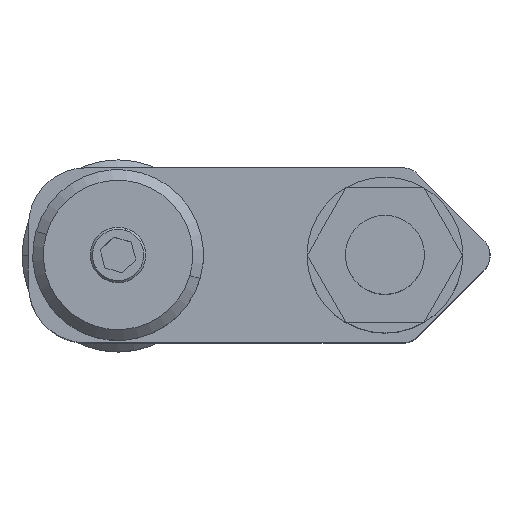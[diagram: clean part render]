
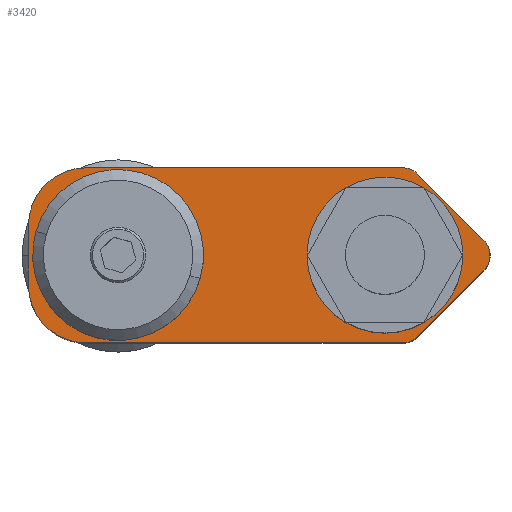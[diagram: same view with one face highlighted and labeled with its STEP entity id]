
A CAD part, top view. The second image highlights one B-rep face of the part: STEP entity #3420.
In plain terms, the highlighted planar face has unit normal (0, 0, 1).
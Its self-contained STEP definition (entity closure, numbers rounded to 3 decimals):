
#26 = DIRECTION ( 'NONE',  ( 0., 0., -1. ) ) ;
#122 = CARTESIAN_POINT ( 'NONE',  ( -13.854, -19.345, 21.73 ) ) ;
#132 = VERTEX_POINT ( 'NONE', #4792 ) ;
#190 = CIRCLE ( 'NONE', #1916, 2. ) ;
#472 = VECTOR ( 'NONE', #10908, 1000. ) ;
#484 = CARTESIAN_POINT ( 'NONE',  ( -10.754, -14.831, 21.73 ) ) ;
#567 = AXIS2_PLACEMENT_3D ( 'NONE', #11483, #5098, #6986 ) ;
#725 = ORIENTED_EDGE ( 'NONE', *, *, #3575, .F. ) ;
#731 = VERTEX_POINT ( 'NONE', #3235 ) ;
#762 = EDGE_CURVE ( 'NONE', #731, #9466, #7979, .T. ) ;
#870 = EDGE_CURVE ( 'NONE', #8283, #9993, #4250, .T. ) ;
#935 = EDGE_LOOP ( 'NONE', ( #7794, #11544 ) ) ;
#1176 = VERTEX_POINT ( 'NONE', #4039 ) ;
#1177 = CARTESIAN_POINT ( 'NONE',  ( -10.754, -16.245, 21.73 ) ) ;
#1273 = ORIENTED_EDGE ( 'NONE', *, *, #762, .F. ) ;
#1372 = LINE ( 'NONE', #1177, #10790 ) ;
#1486 = ORIENTED_EDGE ( 'NONE', *, *, #11477, .F. ) ;
#1660 = CARTESIAN_POINT ( 'NONE',  ( -29.387, -19.638, 21.73 ) ) ;
#1916 = AXIS2_PLACEMENT_3D ( 'NONE', #9051, #5339, #7146 ) ;
#1996 = AXIS2_PLACEMENT_3D ( 'NONE', #10616, #5215, #2557 ) ;
#2358 = DIRECTION ( 'NONE',  ( -1., 0., 0. ) ) ;
#2400 = VECTOR ( 'NONE', #11473, 1000. ) ;
#2421 = CARTESIAN_POINT ( 'NONE',  ( -14.561, -12.438, 21.73 ) ) ;
#2450 = CARTESIAN_POINT ( 'NONE',  ( -19.037, -15.538, 21.73 ) ) ;
#2557 = DIRECTION ( 'NONE',  ( -1., 0., 0. ) ) ;
#2794 = PLANE ( 'NONE',  #10878 ) ;
#2869 = ORIENTED_EDGE ( 'NONE', *, *, #8293, .F. ) ;
#3042 = CARTESIAN_POINT ( 'NONE',  ( -11.461, -15.538, 21.73 ) ) ;
#3092 = FACE_BOUND ( 'NONE', #935, .T. ) ;
#3235 = CARTESIAN_POINT ( 'NONE',  ( -14.561, -19.638, 21.73 ) ) ;
#3292 = CARTESIAN_POINT ( 'NONE',  ( -32.087, -16.938, 21.73 ) ) ;
#3315 = LINE ( 'NONE', #5409, #7610 ) ;
#3325 = CIRCLE ( 'NONE', #567, 3.65 ) ;
#3408 = ORIENTED_EDGE ( 'NONE', *, *, #5066, .F. ) ;
#3420 = ADVANCED_FACE ( 'NONE', ( #11076, #3092, #6232 ), #2794, .F. ) ;
#3431 = AXIS2_PLACEMENT_3D ( 'NONE', #5767, #10418, #8614 ) ;
#3468 = AXIS2_PLACEMENT_3D ( 'NONE', #2421, #9718, #7866 ) ;
#3566 = ORIENTED_EDGE ( 'NONE', *, *, #6097, .F. ) ;
#3575 = EDGE_CURVE ( 'NONE', #1176, #11373, #5833, .T. ) ;
#3616 = EDGE_CURVE ( 'NONE', #4480, #10614, #1372, .T. ) ;
#3834 = CIRCLE ( 'NONE', #3431, 2. ) ;
#3920 = CIRCLE ( 'NONE', #6697, 2.7 ) ;
#3947 = DIRECTION ( 'NONE',  ( 0., 0., -1. ) ) ;
#3975 = DIRECTION ( 'NONE',  ( -1., 0., 0. ) ) ;
#4039 = CARTESIAN_POINT ( 'NONE',  ( -32.087, -14.138, 21.73 ) ) ;
#4080 = CARTESIAN_POINT ( 'NONE',  ( -27.8, -19.638, 21.73 ) ) ;
#4126 = CIRCLE ( 'NONE', #4657, 1. ) ;
#4250 = CIRCLE ( 'NONE', #1996, 3.65 ) ;
#4473 = EDGE_CURVE ( 'NONE', #11464, #11597, #5243, .T. ) ;
#4480 = VERTEX_POINT ( 'NONE', #6041 ) ;
#4657 = AXIS2_PLACEMENT_3D ( 'NONE', #3042, #3947, #10341 ) ;
#4792 = CARTESIAN_POINT ( 'NONE',  ( -25.887, -15.538, 21.73 ) ) ;
#4800 = DIRECTION ( 'NONE',  ( 0., 0., -1. ) ) ;
#4838 = DIRECTION ( 'NONE',  ( -0.707, -0.707, 0. ) ) ;
#4907 = ORIENTED_EDGE ( 'NONE', *, *, #870, .F. ) ;
#4965 = VERTEX_POINT ( 'NONE', #3292 ) ;
#5018 = ORIENTED_EDGE ( 'NONE', *, *, #6321, .F. ) ;
#5066 = EDGE_CURVE ( 'NONE', #9466, #4965, #3920, .T. ) ;
#5098 = DIRECTION ( 'NONE',  ( 0., 0., 1. ) ) ;
#5205 = CARTESIAN_POINT ( 'NONE',  ( -14.561, -11.438, 21.73 ) ) ;
#5215 = DIRECTION ( 'NONE',  ( 0., 0., 1. ) ) ;
#5243 = CIRCLE ( 'NONE', #3468, 1. ) ;
#5299 = CARTESIAN_POINT ( 'NONE',  ( -29.387, -16.938, 21.73 ) ) ;
#5339 = DIRECTION ( 'NONE',  ( 0., 0., 1. ) ) ;
#5409 = CARTESIAN_POINT ( 'NONE',  ( -32.087, -15.538, 21.73 ) ) ;
#5421 = CARTESIAN_POINT ( 'NONE',  ( -13.854, -11.731, 21.73 ) ) ;
#5767 = CARTESIAN_POINT ( 'NONE',  ( -27.887, -15.538, 21.73 ) ) ;
#5800 = ORIENTED_EDGE ( 'NONE', *, *, #10182, .F. ) ;
#5833 = CIRCLE ( 'NONE', #10953, 2.7 ) ;
#6041 = CARTESIAN_POINT ( 'NONE',  ( -10.754, -16.245, 21.73 ) ) ;
#6097 = EDGE_CURVE ( 'NONE', #10614, #731, #9017, .T. ) ;
#6232 = FACE_OUTER_BOUND ( 'NONE', #7367, .T. ) ;
#6321 = EDGE_CURVE ( 'NONE', #9993, #8283, #3325, .T. ) ;
#6549 = EDGE_CURVE ( 'NONE', #4965, #1176, #3315, .T. ) ;
#6697 = AXIS2_PLACEMENT_3D ( 'NONE', #5299, #10666, #8788 ) ;
#6841 = ORIENTED_EDGE ( 'NONE', *, *, #6549, .F. ) ;
#6986 = DIRECTION ( 'NONE',  ( -1., 0., 0. ) ) ;
#7016 = CARTESIAN_POINT ( 'NONE',  ( -27.8, -11.438, 21.73 ) ) ;
#7146 = DIRECTION ( 'NONE',  ( 1., 0., 0. ) ) ;
#7174 = DIRECTION ( 'NONE',  ( 0., 1., 0. ) ) ;
#7206 = DIRECTION ( 'NONE',  ( -1., 0., 0. ) ) ;
#7367 = EDGE_LOOP ( 'NONE', ( #3408, #1273, #3566, #7924, #2869, #5800, #7903, #1486, #725, #6841 ) ) ;
#7610 = VECTOR ( 'NONE', #7174, 1000. ) ;
#7693 = EDGE_LOOP ( 'NONE', ( #5018, #4907 ) ) ;
#7794 = ORIENTED_EDGE ( 'NONE', *, *, #8164, .F. ) ;
#7823 = VECTOR ( 'NONE', #2358, 1000. ) ;
#7866 = DIRECTION ( 'NONE',  ( -1., 0., 0. ) ) ;
#7903 = ORIENTED_EDGE ( 'NONE', *, *, #4473, .F. ) ;
#7924 = ORIENTED_EDGE ( 'NONE', *, *, #3616, .F. ) ;
#7979 = LINE ( 'NONE', #4080, #7823 ) ;
#8164 = EDGE_CURVE ( 'NONE', #132, #10677, #3834, .T. ) ;
#8238 = CARTESIAN_POINT ( 'NONE',  ( -29.887, -15.538, 21.73 ) ) ;
#8283 = VERTEX_POINT ( 'NONE', #10485 ) ;
#8293 = EDGE_CURVE ( 'NONE', #10497, #4480, #4126, .T. ) ;
#8373 = CARTESIAN_POINT ( 'NONE',  ( -29.387, -14.138, 21.73 ) ) ;
#8614 = DIRECTION ( 'NONE',  ( 1., 0., 0. ) ) ;
#8710 = AXIS2_PLACEMENT_3D ( 'NONE', #9402, #9443, #3975 ) ;
#8788 = DIRECTION ( 'NONE',  ( -1., 0., 0. ) ) ;
#9017 = CIRCLE ( 'NONE', #8710, 1. ) ;
#9032 = CARTESIAN_POINT ( 'NONE',  ( -13.854, -11.731, 21.73 ) ) ;
#9051 = CARTESIAN_POINT ( 'NONE',  ( -27.887, -15.538, 21.73 ) ) ;
#9157 = CARTESIAN_POINT ( 'NONE',  ( -27.8, -15.538, 21.73 ) ) ;
#9195 = DIRECTION ( 'NONE',  ( -1., 0., 0. ) ) ;
#9280 = LINE ( 'NONE', #5421, #472 ) ;
#9402 = CARTESIAN_POINT ( 'NONE',  ( -14.561, -18.638, 21.73 ) ) ;
#9443 = DIRECTION ( 'NONE',  ( 0., 0., -1. ) ) ;
#9466 = VERTEX_POINT ( 'NONE', #1660 ) ;
#9718 = DIRECTION ( 'NONE',  ( 0., 0., -1. ) ) ;
#9993 = VERTEX_POINT ( 'NONE', #2450 ) ;
#10115 = EDGE_CURVE ( 'NONE', #10677, #132, #190, .T. ) ;
#10182 = EDGE_CURVE ( 'NONE', #11597, #10497, #9280, .T. ) ;
#10341 = DIRECTION ( 'NONE',  ( -1., 0., 0. ) ) ;
#10374 = CARTESIAN_POINT ( 'NONE',  ( -29.387, -11.438, 21.73 ) ) ;
#10418 = DIRECTION ( 'NONE',  ( 0., 0., 1. ) ) ;
#10485 = CARTESIAN_POINT ( 'NONE',  ( -11.737, -15.538, 21.73 ) ) ;
#10497 = VERTEX_POINT ( 'NONE', #484 ) ;
#10614 = VERTEX_POINT ( 'NONE', #122 ) ;
#10616 = CARTESIAN_POINT ( 'NONE',  ( -15.387, -15.538, 21.73 ) ) ;
#10666 = DIRECTION ( 'NONE',  ( 0., 0., -1. ) ) ;
#10677 = VERTEX_POINT ( 'NONE', #8238 ) ;
#10790 = VECTOR ( 'NONE', #4838, 1000. ) ;
#10878 = AXIS2_PLACEMENT_3D ( 'NONE', #9157, #26, #7206 ) ;
#10908 = DIRECTION ( 'NONE',  ( 0.707, -0.707, 0. ) ) ;
#10953 = AXIS2_PLACEMENT_3D ( 'NONE', #8373, #4800, #9195 ) ;
#11076 = FACE_BOUND ( 'NONE', #7693, .T. ) ;
#11373 = VERTEX_POINT ( 'NONE', #10374 ) ;
#11375 = LINE ( 'NONE', #7016, #2400 ) ;
#11464 = VERTEX_POINT ( 'NONE', #5205 ) ;
#11473 = DIRECTION ( 'NONE',  ( 1., 0., 0. ) ) ;
#11477 = EDGE_CURVE ( 'NONE', #11373, #11464, #11375, .T. ) ;
#11483 = CARTESIAN_POINT ( 'NONE',  ( -15.387, -15.538, 21.73 ) ) ;
#11544 = ORIENTED_EDGE ( 'NONE', *, *, #10115, .F. ) ;
#11597 = VERTEX_POINT ( 'NONE', #9032 ) ;
